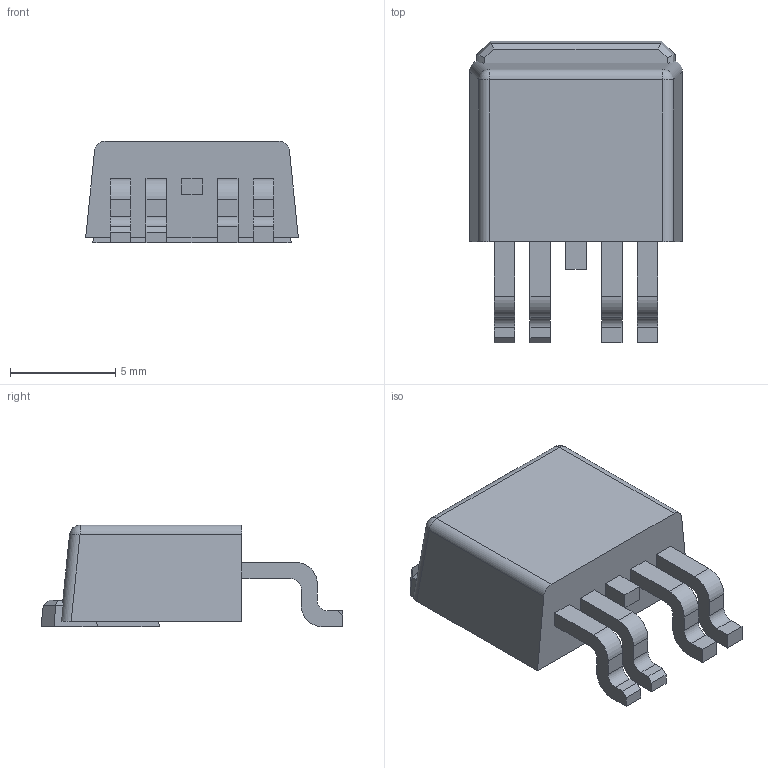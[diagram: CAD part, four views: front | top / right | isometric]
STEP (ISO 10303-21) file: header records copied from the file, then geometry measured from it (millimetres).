
FILE_DESCRIPTION(/* description */ ('STEP AP214'),/* implementation_level */ '2;1');
FILE_NAME(/* name */ '611c205233c73338ecdbba5c',/* time_stamp */ '2021-08-17T20:47:14+00:00',/* author */ (''),/* organization */ (''),/* preprocessor_version */ 'ST-DEVELOPER v18.1',/* originating_system */ ' ',/* authorisation */ ' ');
FILE_SCHEMA (('AUTOMOTIVE_DESIGN {1 0 10303 214 3 1 1}'));
Length unit declared in the file: metre
Products named in the file (7): Pin5; Pin4; Pin3; Pin2; Pin1; Tab; Package
Bounding box: 10.11 x 14.35 x 4.82 mm (x, y, z)
Volume: 445.9 mm3; surface area: 549.1 mm2
Topology: 7 solids, 7 shells, 94 faces, 232 edges, 150 vertices
Faces by surface type: plane 71, cylinder 21, sphere 2
Entity records: 2917 total; most frequent: CARTESIAN_POINT 481, DIRECTION 474, ORIENTED_EDGE 460, EDGE_CURVE 230, LINE 188, VECTOR 188, VERTEX_POINT 150, AXIS2_PLACEMENT_3D 143
